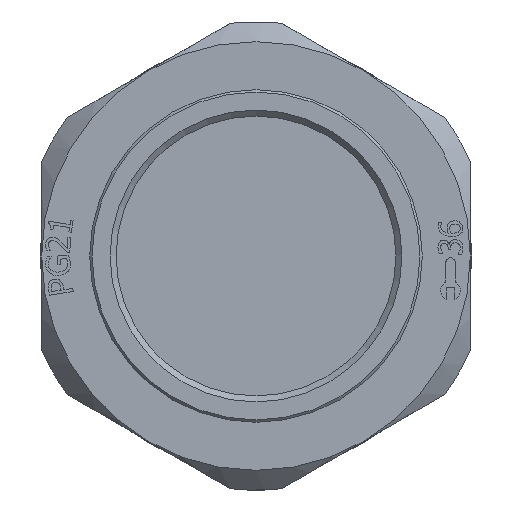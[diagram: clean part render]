
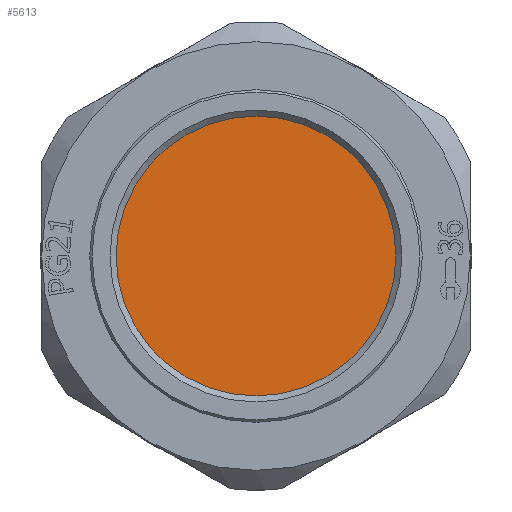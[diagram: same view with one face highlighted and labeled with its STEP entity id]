
A CAD part, front view. The second image highlights one B-rep face of the part: STEP entity #5613.
In plain terms, the highlighted planar face has unit normal (0, -1, 0).
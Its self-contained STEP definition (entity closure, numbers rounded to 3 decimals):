
#172=PLANE('',#5953);
#357=FACE_OUTER_BOUND('',#664,.T.);
#664=EDGE_LOOP('',(#3688));
#989=CIRCLE('',#5954,11.65);
#2282=VERTEX_POINT('',#12314);
#2843=EDGE_CURVE('',#2282,#2282,#989,.T.);
#3688=ORIENTED_EDGE('',*,*,#2843,.F.);
#5613=ADVANCED_FACE('',(#357),#172,.F.);
#5953=AXIS2_PLACEMENT_3D('',#12313,#6279,#6280);
#5954=AXIS2_PLACEMENT_3D('',#12315,#6281,#6282);
#6279=DIRECTION('center_axis',(0.,1.,0.));
#6280=DIRECTION('ref_axis',(0.,0.,1.));
#6281=DIRECTION('center_axis',(0.,1.,0.));
#6282=DIRECTION('ref_axis',(-1.,0.,0.));
#12313=CARTESIAN_POINT('Origin',(0.,1.735,
0.));
#12314=CARTESIAN_POINT('',(11.65,1.735,0.));
#12315=CARTESIAN_POINT('Origin',(0.,1.735,0.));
